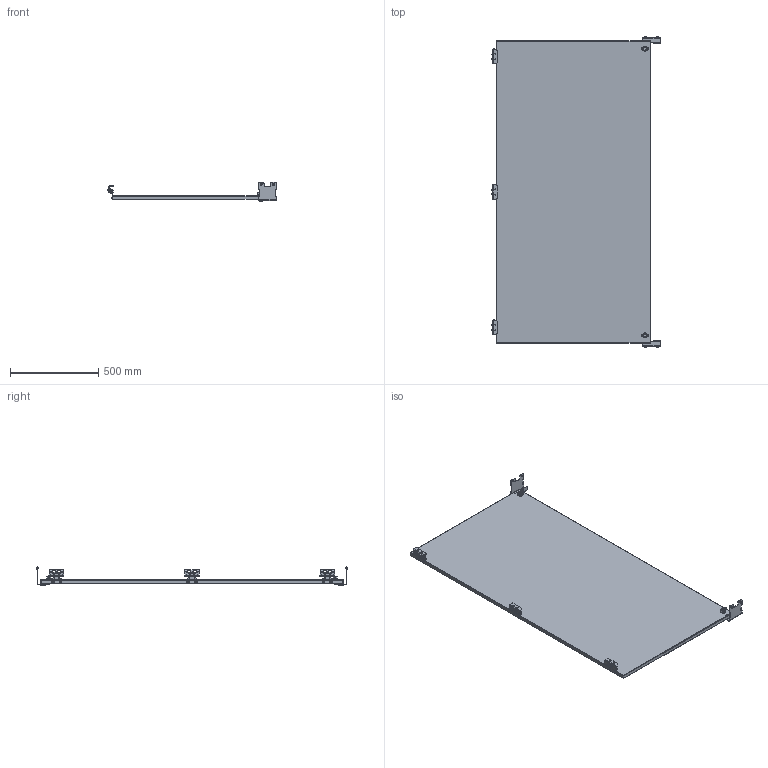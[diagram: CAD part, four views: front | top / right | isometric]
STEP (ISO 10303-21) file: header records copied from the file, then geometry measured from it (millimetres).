
FILE_DESCRIPTION (( 'STEP AP214' ), '1' );
FILE_NAME ('SCE-DF7272.STEP', '2022-07-26T15:52:06', ( '' ), ( '' ), 'SwSTEP 2.0', 'SolidWorks 2021', '' );
FILE_SCHEMA (( 'AUTOMOTIVE_DESIGN' ));
Length unit declared in the file: inch
Products named in the file (1): SCE-DF7272
Bounding box: 957.05 x 1770.08 x 109.72 mm (x, y, z)
Volume: 2627726.3 mm3; surface area: 3369234.7 mm2
Topology: 54 solids, 54 shells, 2199 faces, 5619 edges, 3451 vertices
Faces by surface type: plane 1058, cylinder 642, bspline 270, torus 109, cone 70, sphere 50
Full cylindrical faces by diameter (mm): 3.962 x3, 4.318 x10, 4.369 x6, 4.775 x6, 4.826 x10, 4.978 x9, 5 x2, 5.334 x6, 5.5 x2, 5.639 x6, 6.198 x6, 6.325 x6, 6.35 x12, 6.756 x6, 8.636 x6, 9.474 x6, 9.9 x2, 10 x2, 11 x2, 12.8 x2, 13.5 x2, 16 x4, 16.1 x2, 19.8 x2, 28 x2
Entity records: 75812 total; most frequent: CARTESIAN_POINT 25913, ORIENTED_EDGE 10270, DIRECTION 9637, EDGE_CURVE 5135, AXIS2_PLACEMENT_3D 3440, VERTEX_POINT 3342, VECTOR 2757, LINE 2757
